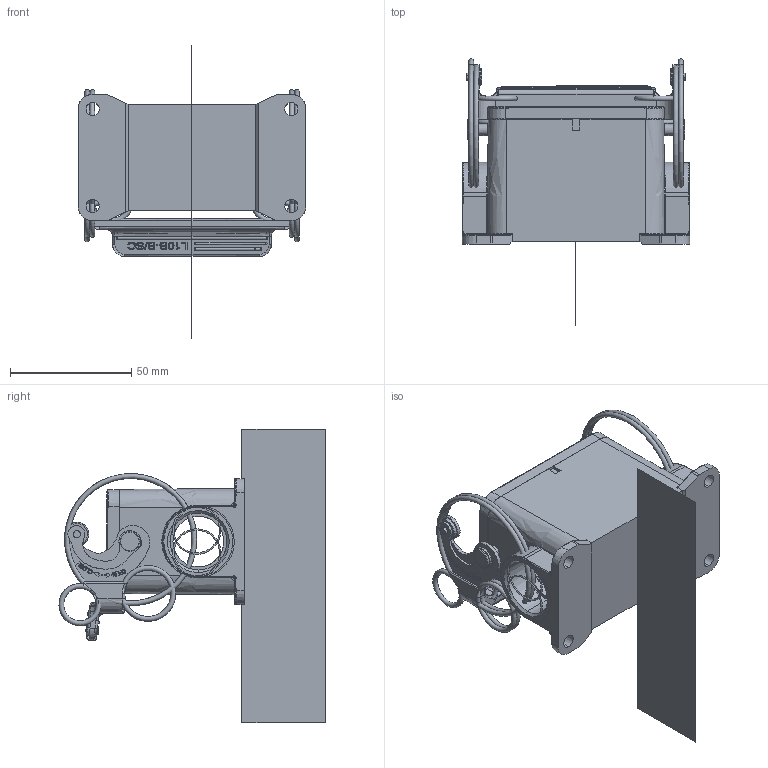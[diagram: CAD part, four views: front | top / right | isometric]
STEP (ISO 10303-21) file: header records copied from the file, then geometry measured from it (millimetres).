
FILE_DESCRIPTION((''),'2;1');
FILE_NAME('3D_1110102211003_H10B-SF-1L_SC-','2024-01-31T',('13843'),(''),'PRO/ENGINEER BY PARAMETRIC TECHNOLOGY CORPORATION, 2012480','PRO/ENGINEER BY PARAMETRIC TECHNOLOGY CORPORATION, 2012480','');
FILE_SCHEMA(('CONFIG_CONTROL_DESIGN'));
Products named in the file (1): 3D_1110102211003_H10B-SF-1L_SC-
Bounding box: 94 x 109.88 x 121.18 mm (x, y, z)
Surface area: 61598.2 mm2 (no closed solid volume)
Topology: 0 solids, 0 shells, 1317 faces, 7208 edges, 7089 vertices
Faces by surface type: bspline 1209, torus 70, sphere 38
Entity records: 119837 total; most frequent: CARTESIAN_POINT 52104, DIRECTION 9267, TRIMMED_CURVE 8138, VECTOR 7225, LINE 7225, DEFINITIONAL_REPRESENTATION 7021, PCURVE 7021, COMPOSITE_CURVE_SEGMENT 7021
